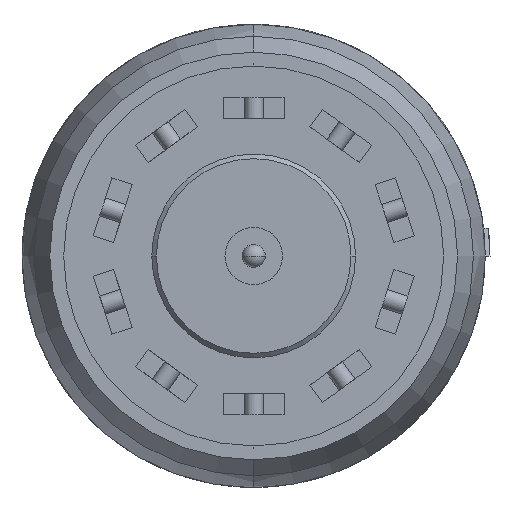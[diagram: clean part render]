
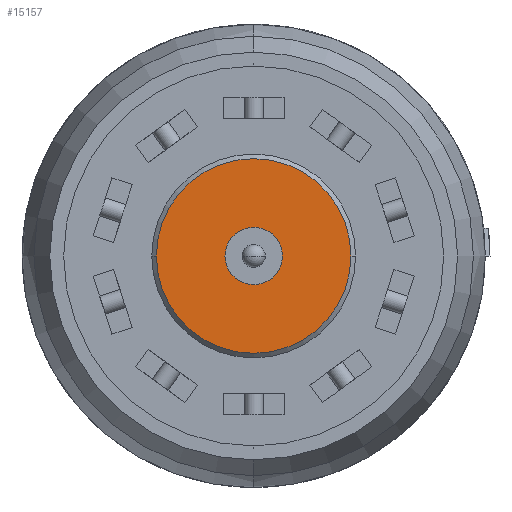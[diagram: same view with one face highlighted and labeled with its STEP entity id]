
A CAD part, front view. The second image highlights one B-rep face of the part: STEP entity #15157.
In plain terms, the highlighted planar face has unit normal (0, -1, 0).
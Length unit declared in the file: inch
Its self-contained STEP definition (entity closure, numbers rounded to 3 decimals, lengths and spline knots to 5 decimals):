
#11721=CARTESIAN_POINT('',(0.,-0.381,0.));
#11722=DIRECTION('',(0.,-1.,0.));
#11723=DIRECTION('',(1.,0.,0.));
#11724=AXIS2_PLACEMENT_3D('',#11721,#11722,#11723);
#11726=CARTESIAN_POINT('',(0.,-0.381,0.));
#11727=DIRECTION('',(0.,1.,0.));
#11728=DIRECTION('',(1.,0.,0.));
#11729=AXIS2_PLACEMENT_3D('',#11726,#11727,#11728);
#11731=CARTESIAN_POINT('',(0.,-0.381,0.));
#11732=DIRECTION('',(0.,1.,0.));
#11733=DIRECTION('',(1.,0.,0.));
#11734=AXIS2_PLACEMENT_3D('',#11731,#11732,#11733);
#11736=CARTESIAN_POINT('',(0.,-0.381,0.));
#11737=DIRECTION('',(0.,1.,0.));
#11738=DIRECTION('',(-1.,0.,0.));
#11739=AXIS2_PLACEMENT_3D('',#11736,#11737,#11738);
#13133=CARTESIAN_POINT('',(0.031,-0.381,0.));
#13134=VERTEX_POINT('',#13133);
#13135=CARTESIAN_POINT('',(-0.031,-0.381,0.));
#13136=VERTEX_POINT('',#13135);
#13141=CARTESIAN_POINT('',(0.105,-0.381,0.));
#13142=CARTESIAN_POINT('',(-0.105,-0.381,0.));
#13143=VERTEX_POINT('',#13141);
#13144=VERTEX_POINT('',#13142);
#15142=CARTESIAN_POINT('',(0.,-0.381,0.));
#15143=DIRECTION('',(0.,1.,0.));
#15144=DIRECTION('',(-1.,0.,0.));
#15145=AXIS2_PLACEMENT_3D('',#15142,#15143,#15144);
#15146=PLANE('',#15145);
#15147=ORIENTED_EDGE('',*,*,#15128,.F.);
#15148=ORIENTED_EDGE('',*,*,#15086,.T.);
#15149=EDGE_LOOP('',(#15147,#15148));
#15150=FACE_OUTER_BOUND('',#15149,.F.);
#15152=ORIENTED_EDGE('',*,*,#15151,.F.);
#15154=ORIENTED_EDGE('',*,*,#15153,.F.);
#15155=EDGE_LOOP('',(#15152,#15154));
#15156=FACE_BOUND('',#15155,.F.);
#15157=ADVANCED_FACE('',(#15150,#15156),#15146,.F.);
#11725=CIRCLE('',#11724,0.105);
#11730=CIRCLE('',#11729,0.105);
#11735=CIRCLE('',#11734,0.031);
#11740=CIRCLE('',#11739,0.031);
#15086=EDGE_CURVE('',#13143,#13144,#11730,.T.);
#15128=EDGE_CURVE('',#13143,#13144,#11725,.T.);
#15151=EDGE_CURVE('',#13134,#13136,#11735,.T.);
#15153=EDGE_CURVE('',#13136,#13134,#11740,.T.);
